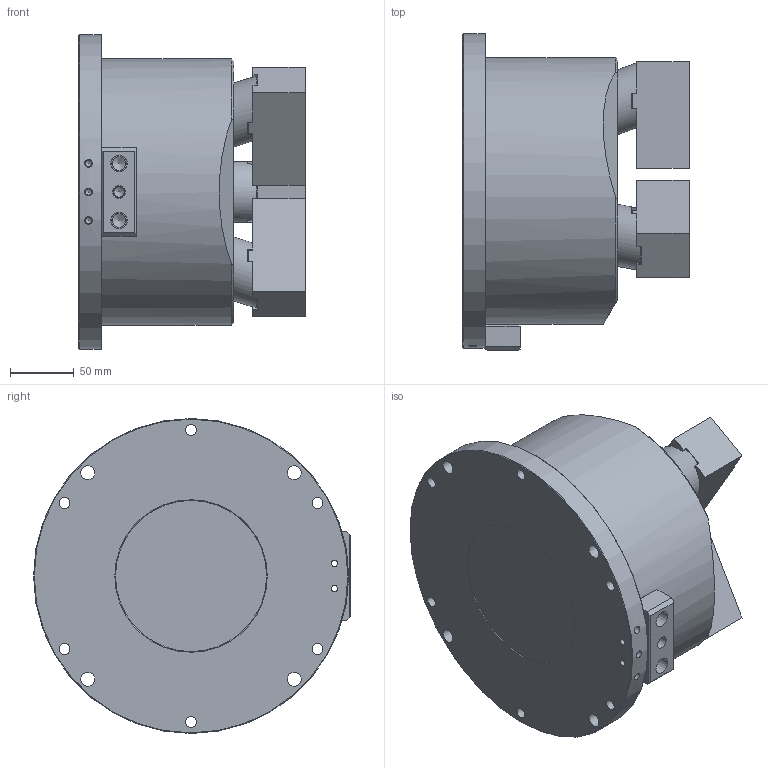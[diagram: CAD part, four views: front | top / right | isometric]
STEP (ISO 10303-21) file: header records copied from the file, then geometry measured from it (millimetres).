
FILE_DESCRIPTION (( 'STEP AP203' ), '1' );
FILE_NAME ('CF-SD-308.STEP', '2018-11-23T02:17:11', ( '' ), ( '' ), 'SwSTEP 2.0', 'SolidWorks 2016', '' );
FILE_SCHEMA (( 'CONFIG_CONTROL_DESIGN' ));
Length unit declared in the file: millimetre
Products named in the file (11): O-RING_P39; CF-SD-308-02000; CF-3D-08-03000; CF-3D-08-04000; CF-SD-308; CF-3D-08-06000; CF-SU-308-05000; CF-SU-308-07000; 圓頭內六角螺栓_M5x12; 圓頭內六角螺栓_M12x25; CF-SD-308-01000
Assembly tree (21 placements, depth 2):
  CF-SD-308
    CF-SD-308-01000
    CF-SD-308-02000
    CF-3D-08-03000  x3
    CF-3D-08-04000
    CF-3D-08-06000  x3
    CF-SU-308-05000
    CF-SU-308-07000
    圓頭內六角螺栓_M5x12  x3
    圓頭內六角螺栓_M12x25  x6
    O-RING_P39
Bounding box: 178 x 249.5 x 248 mm (x, y, z)
Volume: 3192531.2 mm3; surface area: 454046.9 mm2
Topology: 21 solids, 21 shells, 715 faces, 1787 edges, 1158 vertices
Faces by surface type: plane 547, cylinder 96, cone 71, torus 1
Full cylindrical faces by diameter (mm): 4.1 x4, 5 x9, 5.5 x3, 6 x3, 6.6 x2, 6.8 x6, 8.2 x1, 8.5 x9, 9.5 x3, 10.2 x6, 10.7 x2, 11 x6, 12 x6, 13 x6, 15.5 x1, 18 x6, 19 x6, 30 x1, 39 x1, 45 x3, 48 x6, 65 x2, 175 x1, 210 x2, 248 x1
Entity records: 15571 total; most frequent: CARTESIAN_POINT 2703, DIRECTION 2265, ORIENTED_EDGE 2226, EDGE_CURVE 1113, LINE 917, VECTOR 917, VERTEX_POINT 789, EDGE_LOOP 676
